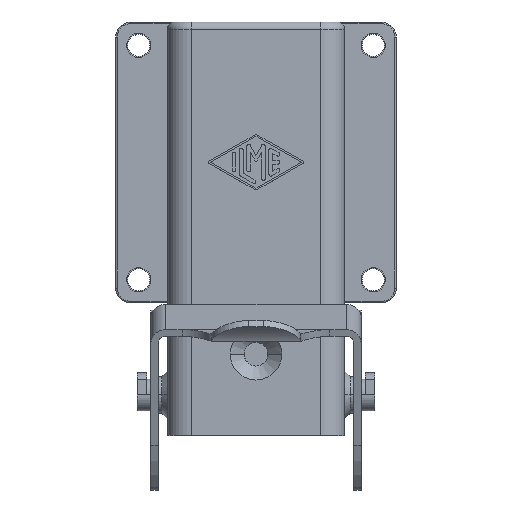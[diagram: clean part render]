
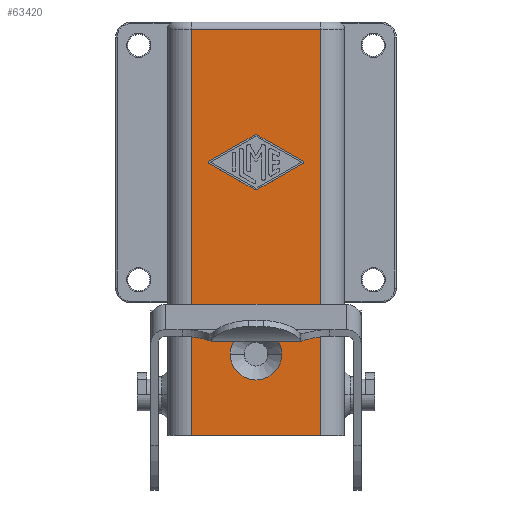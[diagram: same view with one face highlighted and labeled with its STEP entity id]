
A CAD part, top view. The second image highlights one B-rep face of the part: STEP entity #63420.
In plain terms, the highlighted face is planar.
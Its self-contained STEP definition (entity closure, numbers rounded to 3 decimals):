
#3960=CARTESIAN_POINT('',(36.4,67.28,44.));
#3970=VERTEX_POINT('',#3960);
#4000=CARTESIAN_POINT('',(32.9,67.28,44.));
#4010=DIRECTION('',(0.,1.,0.));
#4020=DIRECTION('',(1.,0.,0.));
#4030=AXIS2_PLACEMENT_3D('',#4000,#4010,#4020);
#4040=CIRCLE('',#4030,3.5);
#4050=CARTESIAN_POINT('',(29.4,67.28,44.));
#4060=VERTEX_POINT('',#4050);
#4070=EDGE_CURVE('',#4060,#3970,#4040,.T.);
#10220=CARTESIAN_POINT('',(24.1,67.28,0.));
#10230=VERTEX_POINT('',#10220);
#11570=CARTESIAN_POINT('',(33.024,67.28,14.283));
#11580=VERTEX_POINT('',#11570);
#11760=CARTESIAN_POINT('',(32.776,67.28,14.283));
#11770=VERTEX_POINT('',#11760);
#11800=CARTESIAN_POINT('',(32.9,67.28,14.5));
#11810=DIRECTION('',(0.,1.,0.));
#11820=DIRECTION('',(1.,0.,0.));
#11830=AXIS2_PLACEMENT_3D('',#11800,#11810,#11820);
#11840=CIRCLE('',#11830,0.25);
#11850=EDGE_CURVE('',#11580,#11770,#11840,.T.);
#29380=CARTESIAN_POINT('',(41.7,67.28,0.));
#29390=VERTEX_POINT('',#29380);
#29420=CARTESIAN_POINT('',(0.,67.28,0.));
#29430=DIRECTION('',(-1.,0.,0.));
#29440=VECTOR('',#29430,1.);
#29450=LINE('',#29420,#29440);
#29460=EDGE_CURVE('',#29390,#10230,#29450,.T.);
#31860=CARTESIAN_POINT('',(26.463,67.28,17.891));
#31870=VERTEX_POINT('',#31860);
#31900=CARTESIAN_POINT('',(0.,67.28,33.017));
#31910=DIRECTION('',(-0.868,0.,0.496));
#31920=VECTOR('',#31910,1.);
#31930=LINE('',#31900,#31920);
#31940=EDGE_CURVE('',#11770,#31870,#31930,.T.);
#34080=CARTESIAN_POINT('',(33.024,67.28,21.717));
#34090=VERTEX_POINT('',#34080);
#34260=CARTESIAN_POINT('',(39.337,67.28,18.109));
#34270=VERTEX_POINT('',#34260);
#34300=CARTESIAN_POINT('',(0.,67.28,40.594));
#34310=DIRECTION('',(0.868,0.,-0.496));
#34320=VECTOR('',#34310,1.);
#34330=LINE('',#34300,#34320);
#34340=EDGE_CURVE('',#34090,#34270,#34330,.T.);
#35280=CARTESIAN_POINT('',(26.463,67.28,18.109));
#35290=VERTEX_POINT('',#35280);
#35460=CARTESIAN_POINT('',(32.776,67.28,21.717));
#35470=VERTEX_POINT('',#35460);
#35500=CARTESIAN_POINT('',(0.,67.28,2.983));
#35510=DIRECTION('',(0.868,0.,0.496));
#35520=VECTOR('',#35510,1.);
#35530=LINE('',#35500,#35520);
#35540=EDGE_CURVE('',#35290,#35470,#35530,.T.);
#35990=CARTESIAN_POINT('',(20.9,67.28,0.));
#36000=DIRECTION('',(-0.,1.,0.));
#36010=DIRECTION('',(1.,0.,0.));
#36020=AXIS2_PLACEMENT_3D('',#35990,#36000,#36010);
#36030=PLANE('',#36020);
#51850=CARTESIAN_POINT('',(39.337,67.28,17.891));
#51860=VERTEX_POINT('',#51850);
#51980=CARTESIAN_POINT('',(0.,67.28,-4.594));
#51990=DIRECTION('',(-0.868,0.,-0.496));
#52000=VECTOR('',#51990,1.);
#52010=LINE('',#51980,#52000);
#52020=EDGE_CURVE('',#51860,#11580,#52010,.T.);
#54840=CARTESIAN_POINT('',(24.1,67.28,55.));
#54850=VERTEX_POINT('',#54840);
#54880=CARTESIAN_POINT('',(20.9,67.28,55.));
#54890=DIRECTION('',(1.,0.,0.));
#54900=VECTOR('',#54890,1.);
#54910=LINE('',#54880,#54900);
#54920=CARTESIAN_POINT('',(41.7,67.28,55.));
#54930=VERTEX_POINT('',#54920);
#54940=EDGE_CURVE('',#54850,#54930,#54910,.T.);
#56280=CARTESIAN_POINT('',(26.525,67.28,18.));
#56290=DIRECTION('',(0.,1.,0.));
#56300=DIRECTION('',(1.,0.,0.));
#56310=AXIS2_PLACEMENT_3D('',#56280,#56290,#56300);
#56320=CIRCLE('',#56310,0.125);
#56330=EDGE_CURVE('',#31870,#35290,#56320,.T.);
#56460=CARTESIAN_POINT('',(39.275,67.28,18.));
#56470=DIRECTION('',(0.,1.,0.));
#56480=DIRECTION('',(1.,0.,0.));
#56490=AXIS2_PLACEMENT_3D('',#56460,#56470,#56480);
#56500=CIRCLE('',#56490,0.125);
#56510=EDGE_CURVE('',#34270,#51860,#56500,.T.);
#62200=CARTESIAN_POINT('',(32.9,67.28,21.5));
#62210=DIRECTION('',(0.,1.,0.));
#62220=DIRECTION('',(1.,0.,0.));
#62230=AXIS2_PLACEMENT_3D('',#62200,#62210,#62220);
#62240=CIRCLE('',#62230,0.25);
#62250=EDGE_CURVE('',#35470,#34090,#62240,.T.);
#63070=CARTESIAN_POINT('',(41.7,67.28,0.));
#63080=DIRECTION('',(0.,0.,1.));
#63090=VECTOR('',#63080,1.);
#63100=LINE('',#63070,#63090);
#63110=EDGE_CURVE('',#29390,#54930,#63100,.T.);
#63160=EDGE_CURVE('',#3970,#4060,#4040,.T.);
#63170=ORIENTED_EDGE('',*,*,#63160,.F.);
#63180=ORIENTED_EDGE('',*,*,#4070,.F.);
#63190=EDGE_LOOP('',(#63180,#63170));
#63200=FACE_BOUND('',#63190,.T.);
#63210=ORIENTED_EDGE('',*,*,#54940,.T.);
#63220=CARTESIAN_POINT('',(24.1,67.28,0.));
#63230=DIRECTION('',(0.,0.,1.));
#63240=VECTOR('',#63230,1.);
#63250=LINE('',#63220,#63240);
#63260=EDGE_CURVE('',#10230,#54850,#63250,.T.);
#63270=ORIENTED_EDGE('',*,*,#63260,.T.);
#63280=ORIENTED_EDGE('',*,*,#29460,.T.);
#63290=ORIENTED_EDGE('',*,*,#63110,.F.);
#63300=EDGE_LOOP('',(#63290,#63280,#63270,#63210));
#63310=FACE_OUTER_BOUND('',#63300,.T.);
#63320=ORIENTED_EDGE('',*,*,#62250,.F.);
#63330=ORIENTED_EDGE('',*,*,#34340,.F.);
#63340=ORIENTED_EDGE('',*,*,#56510,.F.);
#63350=ORIENTED_EDGE('',*,*,#52020,.F.);
#63360=ORIENTED_EDGE('',*,*,#11850,.F.);
#63370=ORIENTED_EDGE('',*,*,#31940,.F.);
#63380=ORIENTED_EDGE('',*,*,#56330,.F.);
#63390=ORIENTED_EDGE('',*,*,#35540,.F.);
#63400=EDGE_LOOP('',(#63390,#63380,#63370,#63360,#63350,#63340,#63330,
#63320));
#63410=FACE_BOUND('',#63400,.T.);
#63420=ADVANCED_FACE('',(#63200,#63310,#63410),#36030,.T.);
